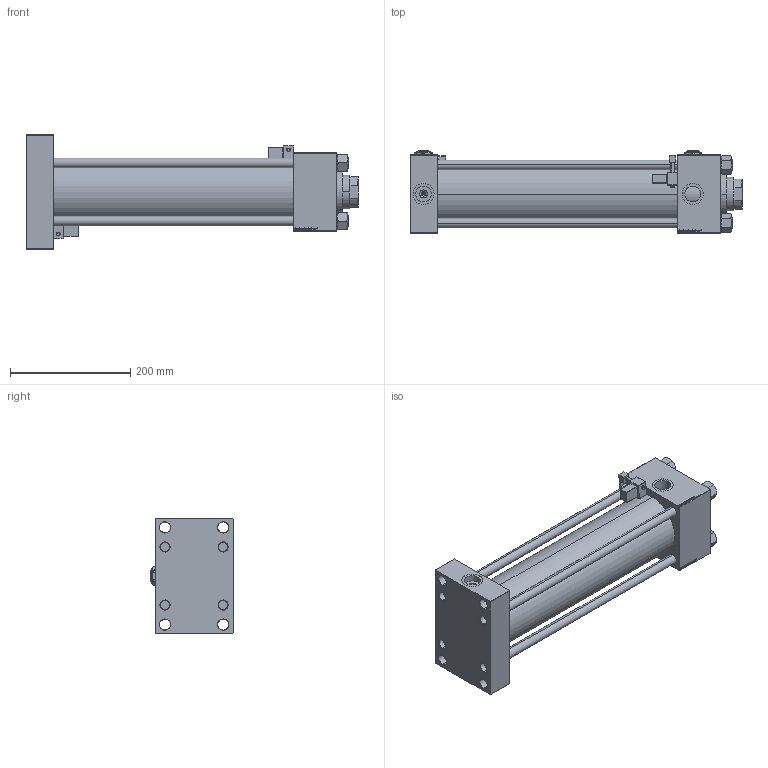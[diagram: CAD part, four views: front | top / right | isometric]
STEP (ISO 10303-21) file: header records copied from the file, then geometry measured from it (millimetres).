
FILE_DESCRIPTION (( 'STEP AP203' ), '1' );
FILE_NAME ('a166.STEP', '2022-04-15T20:24:10', ( '' ), ( '' ), 'SwSTEP 2.0', 'SolidWorks 2019', '' );
FILE_SCHEMA (( 'CONFIG_CONTROL_DESIGN' ));
Length unit declared in the file: millimetre
Products named in the file (8): V215CR_VCP_E 1e558211f58da129853603af7eb7431b; V215CR_E_Body 1e558211f58da129853603af7eb7431b; V215_VC_A 1e558211f58da129853603af7eb7431b; V215CR_MSU 1e558211f58da129853603af7eb7431b; V215CR_TYCINKA_E 1e558211f58da129853603af7eb7431b; a166; NUT_M5_E 1e558211f58da129853603af7eb7431b; Zatka_pro_OIL_PORT 1e558211f58da129853603af7eb7431b
Assembly tree (15 placements, depth 2):
  a166
    V215CR_E_Body 1e558211f58da129853603af7eb7431b
    V215CR_VCP_E 1e558211f58da129853603af7eb7431b
    V215CR_TYCINKA_E 1e558211f58da129853603af7eb7431b  x4
    NUT_M5_E 1e558211f58da129853603af7eb7431b  x4
    V215_VC_A 1e558211f58da129853603af7eb7431b
    V215CR_MSU 1e558211f58da129853603af7eb7431b  x2
    Zatka_pro_OIL_PORT 1e558211f58da129853603af7eb7431b  x2
Bounding box: 553 x 137 x 190 mm (x, y, z)
Volume: 4220305.4 mm3; surface area: 734796.2 mm2
Topology: 15 solids, 15 shells, 1444 faces, 3617 edges, 2300 vertices
Faces by surface type: plane 653, bspline 392, cone 194, cylinder 161, sphere 24, torus 20
Entity records: 54960 total; most frequent: CARTESIAN_POINT 28258, ORIENTED_EDGE 5924, DIRECTION 4030, EDGE_CURVE 2962, VERTEX_POINT 1924, LINE 1726, VECTOR 1726, EDGE_LOOP 1316
